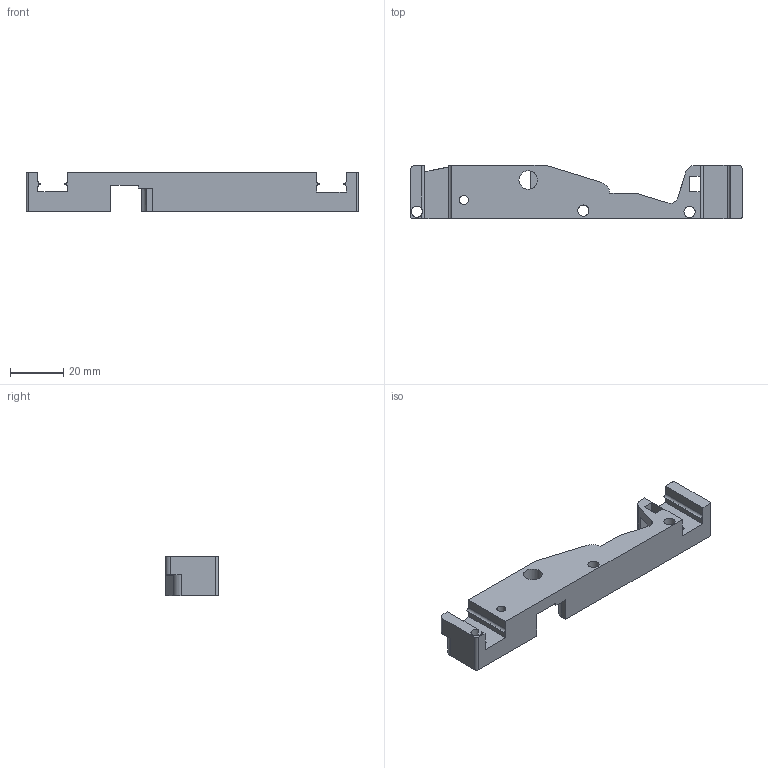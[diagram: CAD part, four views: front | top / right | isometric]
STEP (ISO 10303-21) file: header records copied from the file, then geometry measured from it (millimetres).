
FILE_DESCRIPTION(/* description */ (''),/* implementation_level */ '2;1');
FILE_NAME(/* name */ 'limit switch holderend stop v1.step',/* time_stamp */ '2025-08-05T14:41:26-07:00',/* author */ (''),/* organization */ (''),/* preprocessor_version */ 'ST-DEVELOPER v20.1',/* originating_system */ 'Autodesk Translation Framework v14.10.0.0',/* authorisation */ '');
FILE_SCHEMA (('AUTOMOTIVE_DESIGN { 1 0 10303 214 3 1 1 }'));
Length unit declared in the file: inch
Products named in the file (2): limit switch holder/end stop; Component1
Assembly tree (1 placements, depth 2):
  limit switch holder/end stop
    Component1
Bounding box: 125 x 20 x 15 mm (x, y, z)
Volume: 19071.6 mm3; surface area: 10421.2 mm2
Topology: 1 solids, 1 shells, 80 faces, 246 edges, 163 vertices
Faces by surface type: plane 51, cylinder 29
Full cylindrical faces by diameter (mm): 3.4 x1, 4.2 x3, 7 x1
Entity records: 2863 total; most frequent: CARTESIAN_POINT 528, ORIENTED_EDGE 492, DIRECTION 470, EDGE_CURVE 246, LINE 180, VECTOR 180, VERTEX_POINT 163, AXIS2_PLACEMENT_3D 145
